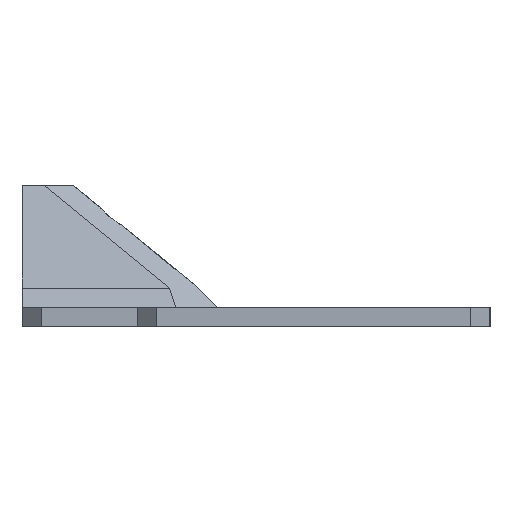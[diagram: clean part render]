
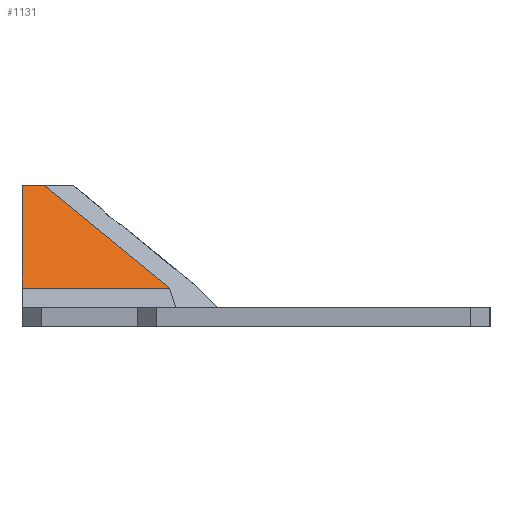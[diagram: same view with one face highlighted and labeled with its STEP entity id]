
A CAD part, left-side view. The second image highlights one B-rep face of the part: STEP entity #1131.
In plain terms, the highlighted planar face has unit normal (-0.926, 0, 0.376).
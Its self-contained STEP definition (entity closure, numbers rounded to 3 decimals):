
#142=FACE_OUTER_BOUND('',#205,.T.);
#205=EDGE_LOOP('',(#997,#998,#999,#1000));
#310=LINE('',#1977,#426);
#315=LINE('',#1987,#431);
#327=LINE('',#2021,#443);
#328=LINE('',#2023,#444);
#426=VECTOR('',#1369,10.);
#431=VECTOR('',#1378,10.);
#443=VECTOR('',#1412,10.);
#444=VECTOR('',#1415,10.);
#540=VERTEX_POINT('',#1974);
#541=VERTEX_POINT('',#1976);
#544=VERTEX_POINT('',#1986);
#555=VERTEX_POINT('',#2019);
#688=EDGE_CURVE('',#540,#541,#310,.T.);
#693=EDGE_CURVE('',#540,#544,#315,.T.);
#711=EDGE_CURVE('',#555,#544,#327,.T.);
#712=EDGE_CURVE('',#541,#555,#328,.T.);
#997=ORIENTED_EDGE('',*,*,#693,.T.);
#998=ORIENTED_EDGE('',*,*,#711,.F.);
#999=ORIENTED_EDGE('',*,*,#712,.F.);
#1000=ORIENTED_EDGE('',*,*,#688,.F.);
#1074=PLANE('',#1199);
#1131=ADVANCED_FACE('',(#142),#1074,.F.);
#1199=AXIS2_PLACEMENT_3D('',#2022,#1413,#1414);
#1369=DIRECTION('',(0.,1.,0.));
#1378=DIRECTION('',(0.25,0.749,0.614));
#1412=DIRECTION('',(0.,-1.,0.));
#1413=DIRECTION('center_axis',(0.926,0.,-0.376));
#1414=DIRECTION('ref_axis',(-0.376,0.,-0.926));
#1415=DIRECTION('',(0.376,0.,0.926));
#1974=CARTESIAN_POINT('',(97.5,50.025,3.));
#1976=CARTESIAN_POINT('',(97.5,73.,3.));
#1977=CARTESIAN_POINT('',(97.5,52.375,3.));
#1986=CARTESIAN_POINT('',(104.,69.525,19.));
#1987=CARTESIAN_POINT('',(100.119,57.881,9.446));
#2019=CARTESIAN_POINT('',(104.,73.,19.));
#2021=CARTESIAN_POINT('',(104.,52.375,19.));
#2022=CARTESIAN_POINT('Origin',(100.75,52.375,11.));
#2023=CARTESIAN_POINT('',(103.312,73.,17.307));
